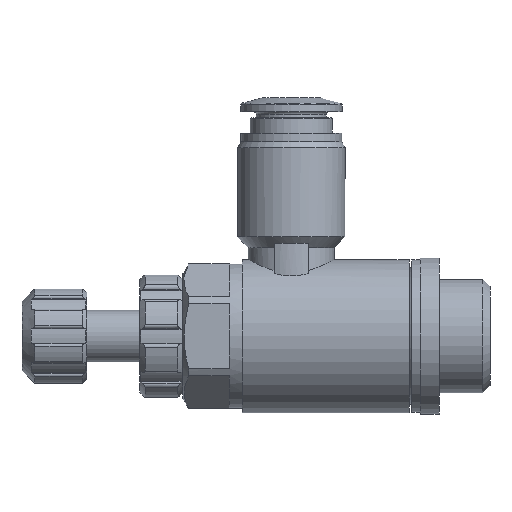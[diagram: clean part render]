
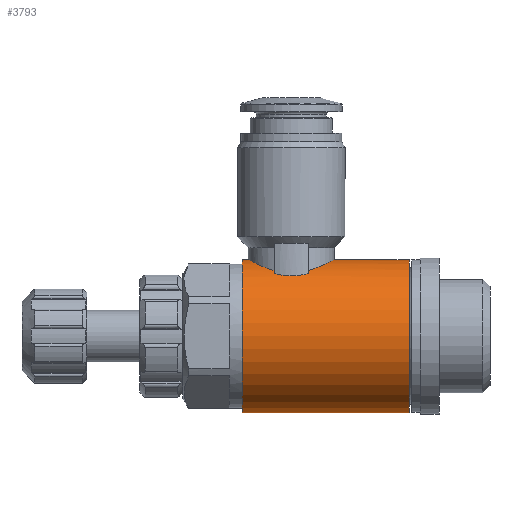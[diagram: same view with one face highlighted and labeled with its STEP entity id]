
A CAD part, left-side view. The second image highlights one B-rep face of the part: STEP entity #3793.
In plain terms, the highlighted cylindrical face has radius 8.9 mm (diameter 17.8 mm), a full revolution.
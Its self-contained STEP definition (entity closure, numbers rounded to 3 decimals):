
#364=B_SPLINE_CURVE_WITH_KNOTS('',3,(#5002,#5003,#5004,#5005,#5006,#5007,
#5008,#5009,#5010),.UNSPECIFIED.,.F.,.F.,(4,1,1,1,1,1,4),(0.002,
0.005,0.007,0.008,0.009,
0.011,0.014),.UNSPECIFIED.);
#365=B_SPLINE_CURVE_WITH_KNOTS('',3,(#5015,#5016,#5017,#5018,#5019),
 .UNSPECIFIED.,.F.,.F.,(4,1,4),(0.,0.002,0.004),
 .UNSPECIFIED.);
#366=B_SPLINE_CURVE_WITH_KNOTS('',3,(#5023,#5024,#5025,#5026,#5027,#5028,
#5029,#5030,#5031),.UNSPECIFIED.,.F.,.F.,(4,1,1,1,1,1,4),(0.018,
0.021,0.022,0.024,0.025,
0.027,0.03),.UNSPECIFIED.);
#367=B_SPLINE_CURVE_WITH_KNOTS('',3,(#5035,#5036,#5037,#5038,#5039),
 .UNSPECIFIED.,.F.,.F.,(4,1,4),(0.,0.002,0.004),
 .UNSPECIFIED.);
#512=ORIENTED_EDGE('',*,*,#1322,.F.);
#513=ORIENTED_EDGE('',*,*,#1323,.T.);
#514=ORIENTED_EDGE('',*,*,#1324,.F.);
#515=ORIENTED_EDGE('',*,*,#1325,.F.);
#516=ORIENTED_EDGE('',*,*,#1326,.F.);
#517=ORIENTED_EDGE('',*,*,#1327,.F.);
#518=ORIENTED_EDGE('',*,*,#1328,.F.);
#519=ORIENTED_EDGE('',*,*,#1329,.F.);
#520=ORIENTED_EDGE('',*,*,#1330,.F.);
#521=ORIENTED_EDGE('',*,*,#1331,.F.);
#1322=EDGE_CURVE('',#1727,#1727,#2009,.T.);
#1323=EDGE_CURVE('',#1728,#1728,#2010,.T.);
#1324=EDGE_CURVE('',#1729,#1730,#364,.T.);
#1325=EDGE_CURVE('',#1731,#1729,#2011,.T.);
#1326=EDGE_CURVE('',#1732,#1731,#365,.T.);
#1327=EDGE_CURVE('',#1733,#1732,#2012,.T.);
#1328=EDGE_CURVE('',#1734,#1733,#366,.T.);
#1329=EDGE_CURVE('',#1735,#1734,#2013,.T.);
#1330=EDGE_CURVE('',#1736,#1735,#367,.T.);
#1331=EDGE_CURVE('',#1730,#1736,#2014,.T.);
#1727=VERTEX_POINT('',#4999);
#1728=VERTEX_POINT('',#5001);
#1729=VERTEX_POINT('',#5011);
#1730=VERTEX_POINT('',#5012);
#1731=VERTEX_POINT('',#5014);
#1732=VERTEX_POINT('',#5020);
#1733=VERTEX_POINT('',#5022);
#1734=VERTEX_POINT('',#5032);
#1735=VERTEX_POINT('',#5034);
#1736=VERTEX_POINT('',#5040);
#2009=CIRCLE('',#3965,8.9);
#2010=CIRCLE('',#3966,8.9);
#2011=CIRCLE('',#3967,8.9);
#2012=CIRCLE('',#3968,8.9);
#2013=CIRCLE('',#3969,8.9);
#2014=CIRCLE('',#3970,8.9);
#2138=EDGE_LOOP('',(#512));
#2139=EDGE_LOOP('',(#513));
#2140=EDGE_LOOP('',(#514,#515,#516,#517,#518,#519,#520,#521));
#2346=FACE_BOUND('',#2138,.T.);
#2347=FACE_BOUND('',#2139,.T.);
#2348=FACE_BOUND('',#2140,.T.);
#2553=CYLINDRICAL_SURFACE('',#3964,8.9);
#3793=ADVANCED_FACE('',(#2346,#2347,#2348),#2553,.T.);
#3964=AXIS2_PLACEMENT_3D('',#4997,#4261,#4262);
#3965=AXIS2_PLACEMENT_3D('',#4998,#4263,#4264);
#3966=AXIS2_PLACEMENT_3D('',#5000,#4265,#4266);
#3967=AXIS2_PLACEMENT_3D('',#5013,#4267,#4268);
#3968=AXIS2_PLACEMENT_3D('',#5021,#4269,#4270);
#3969=AXIS2_PLACEMENT_3D('',#5033,#4271,#4272);
#3970=AXIS2_PLACEMENT_3D('',#5041,#4273,#4274);
#4261=DIRECTION('',(0.,-1.,0.));
#4262=DIRECTION('',(0.,0.,-1.));
#4263=DIRECTION('',(0.,-1.,0.));
#4264=DIRECTION('',(0.,0.,-1.));
#4265=DIRECTION('',(0.,-1.,0.));
#4266=DIRECTION('',(0.,0.,-1.));
#4267=DIRECTION('',(0.,1.,0.));
#4268=DIRECTION('',(0.,0.,1.));
#4269=DIRECTION('',(0.,-1.,0.));
#4270=DIRECTION('',(0.,0.,-1.));
#4271=DIRECTION('',(0.,-1.,0.));
#4272=DIRECTION('',(0.,0.,-1.));
#4273=DIRECTION('',(0.,1.,0.));
#4274=DIRECTION('',(0.,0.,1.));
#4997=CARTESIAN_POINT('',(0.,-5.9,0.));
#4998=CARTESIAN_POINT('',(0.,3.5,0.));
#4999=CARTESIAN_POINT('',(0.,3.5,-8.9));
#5000=CARTESIAN_POINT('',(0.,22.9,0.));
#5001=CARTESIAN_POINT('',(0.,22.9,-8.9));
#5002=CARTESIAN_POINT('',(-4.583,15.2,7.63));
#5003=CARTESIAN_POINT('',(-4.197,14.317,7.861));
#5004=CARTESIAN_POINT('',(-3.248,13.191,8.365));
#5005=CARTESIAN_POINT('',(-1.492,12.352,8.813));
#5006=CARTESIAN_POINT('',(-0.008,12.125,8.943));
#5007=CARTESIAN_POINT('',(1.484,12.349,8.815));
#5008=CARTESIAN_POINT('',(3.254,13.193,8.364));
#5009=CARTESIAN_POINT('',(4.199,14.321,7.86));
#5010=CARTESIAN_POINT('',(4.583,15.2,7.63));
#5011=CARTESIAN_POINT('',(-4.583,15.2,7.63));
#5012=CARTESIAN_POINT('',(4.583,15.2,7.63));
#5013=CARTESIAN_POINT('',(0.,15.2,0.));
#5014=CARTESIAN_POINT('',(-5.123,15.2,7.277));
#5015=CARTESIAN_POINT('',(-5.123,19.2,7.277));
#5016=CARTESIAN_POINT('',(-5.368,18.572,7.105));
#5017=CARTESIAN_POINT('',(-5.631,17.202,6.889));
#5018=CARTESIAN_POINT('',(-5.369,15.828,7.105));
#5019=CARTESIAN_POINT('',(-5.123,15.2,7.277));
#5020=CARTESIAN_POINT('',(-5.123,19.2,7.277));
#5021=CARTESIAN_POINT('',(0.,19.2,0.));
#5022=CARTESIAN_POINT('',(-4.583,19.2,7.63));
#5023=CARTESIAN_POINT('',(4.583,19.2,7.63));
#5024=CARTESIAN_POINT('',(4.195,20.087,7.862));
#5025=CARTESIAN_POINT('',(3.249,21.208,8.365));
#5026=CARTESIAN_POINT('',(1.495,22.047,8.813));
#5027=CARTESIAN_POINT('',(0.008,22.275,8.943));
#5028=CARTESIAN_POINT('',(-1.483,22.051,8.815));
#5029=CARTESIAN_POINT('',(-3.253,21.208,8.364));
#5030=CARTESIAN_POINT('',(-4.199,20.078,7.86));
#5031=CARTESIAN_POINT('',(-4.583,19.2,7.63));
#5032=CARTESIAN_POINT('',(4.583,19.2,7.63));
#5033=CARTESIAN_POINT('',(0.,19.2,0.));
#5034=CARTESIAN_POINT('',(5.123,19.2,7.277));
#5035=CARTESIAN_POINT('',(5.123,15.2,7.277));
#5036=CARTESIAN_POINT('',(5.368,15.828,7.105));
#5037=CARTESIAN_POINT('',(5.631,17.198,6.889));
#5038=CARTESIAN_POINT('',(5.369,18.572,7.105));
#5039=CARTESIAN_POINT('',(5.123,19.2,7.277));
#5040=CARTESIAN_POINT('',(5.123,15.2,7.277));
#5041=CARTESIAN_POINT('',(0.,15.2,0.));
